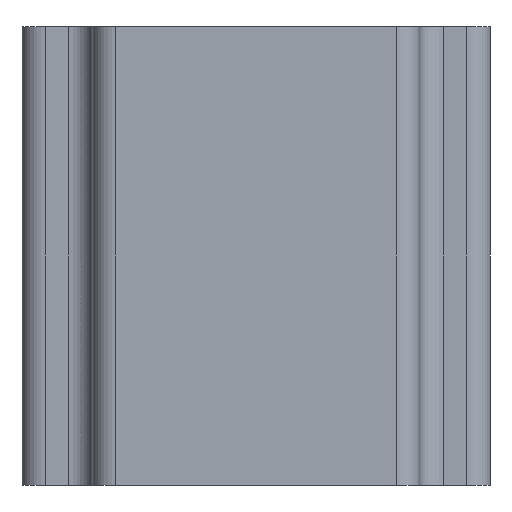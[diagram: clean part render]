
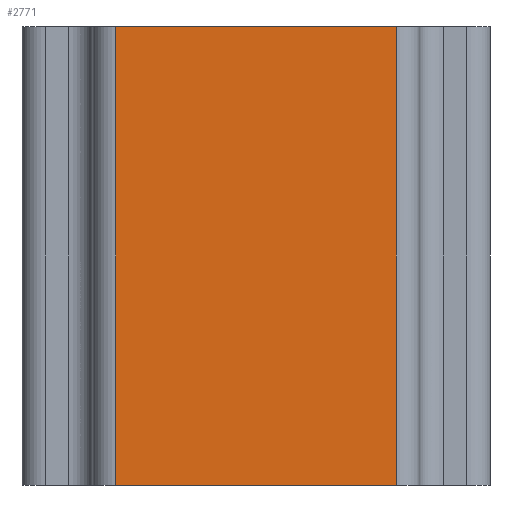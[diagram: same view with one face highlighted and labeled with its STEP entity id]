
A CAD part, left-side view. The second image highlights one B-rep face of the part: STEP entity #2771.
In plain terms, the highlighted planar face has unit normal (-1, 0, 0).
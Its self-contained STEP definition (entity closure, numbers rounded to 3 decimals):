
#115=PLANE('',#3092);
#251=FACE_OUTER_BOUND('',#429,.T.);
#429=EDGE_LOOP('',(#2438,#2439,#2440,#2441));
#559=LINE('',#4442,#791);
#665=LINE('',#4797,#897);
#666=LINE('',#4800,#898);
#667=LINE('',#4801,#899);
#791=VECTOR('',#3512,10.);
#897=VECTOR('',#3902,10.);
#898=VECTOR('',#3905,10.);
#899=VECTOR('',#3906,10.);
#1220=VERTEX_POINT('',#4439);
#1221=VERTEX_POINT('',#4441);
#1328=VERTEX_POINT('',#4795);
#1329=VERTEX_POINT('',#4799);
#1538=EDGE_CURVE('',#1220,#1221,#559,.T.);
#1717=EDGE_CURVE('',#1328,#1221,#665,.T.);
#1718=EDGE_CURVE('',#1329,#1328,#666,.T.);
#1719=EDGE_CURVE('',#1329,#1220,#667,.T.);
#2438=ORIENTED_EDGE('',*,*,#1718,.T.);
#2439=ORIENTED_EDGE('',*,*,#1717,.T.);
#2440=ORIENTED_EDGE('',*,*,#1538,.F.);
#2441=ORIENTED_EDGE('',*,*,#1719,.F.);
#2771=ADVANCED_FACE('',(#251),#115,.T.);
#3092=AXIS2_PLACEMENT_3D('',#4798,#3903,#3904);
#3512=DIRECTION('',(0.,-1.,0.));
#3902=DIRECTION('',(0.,0.,1.));
#3903=DIRECTION('center_axis',(-1.,0.,0.));
#3904=DIRECTION('ref_axis',(0.,-1.,0.));
#3905=DIRECTION('',(0.,-1.,0.));
#3906=DIRECTION('',(0.,0.,1.));
#4439=CARTESIAN_POINT('',(-42.5,30.,98.));
#4441=CARTESIAN_POINT('',(-42.5,-30.,98.));
#4442=CARTESIAN_POINT('',(-42.5,30.,98.));
#4795=CARTESIAN_POINT('',(-42.5,-30.,0.));
#4797=CARTESIAN_POINT('',(-42.5,-30.,0.));
#4798=CARTESIAN_POINT('Origin',(-42.5,30.,0.));
#4799=CARTESIAN_POINT('',(-42.5,30.,0.));
#4800=CARTESIAN_POINT('',(-42.5,30.,0.));
#4801=CARTESIAN_POINT('',(-42.5,30.,0.));
